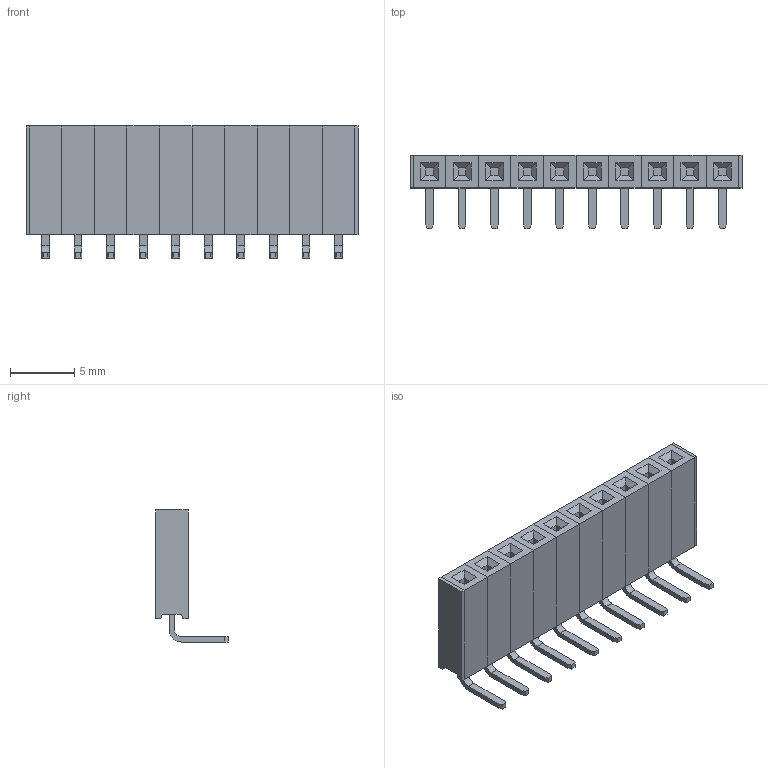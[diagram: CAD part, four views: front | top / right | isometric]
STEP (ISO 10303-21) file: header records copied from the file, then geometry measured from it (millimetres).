
FILE_DESCRIPTION (( 'STEP AP214' ), '1' );
FILE_NAME ('PPPC101LGBN-RC.STEP', '2024-11-26T16:09:08', ( '' ), ( '' ), 'SwSTEP 2.0', 'SolidWorks 2021', '' );
FILE_SCHEMA (( 'AUTOMOTIVE_DESIGN' ));
Length unit declared in the file: millimetre
Products named in the file (3): PPPC101LGBN-RC; Pin - Gold; PPPC021LGBN-RC_C10
Assembly tree (11 placements, depth 2):
  PPPC101LGBN-RC
    PPPC021LGBN-RC_C10
    Pin - Gold  x10
Bounding box: 25.9 x 5.69 x 10.3 mm (x, y, z)
Volume: 550.7 mm3; surface area: 1241.5 mm2
Topology: 22 solids, 22 shells, 330 faces, 788 edges, 512 vertices
Faces by surface type: plane 310, cylinder 20
Entity records: 6427 total; most frequent: CARTESIAN_POINT 1086, ORIENTED_EDGE 1036, DIRECTION 994, EDGE_CURVE 518, VECTOR 514, LINE 514, VERTEX_POINT 332, AXIS2_PLACEMENT_3D 240
